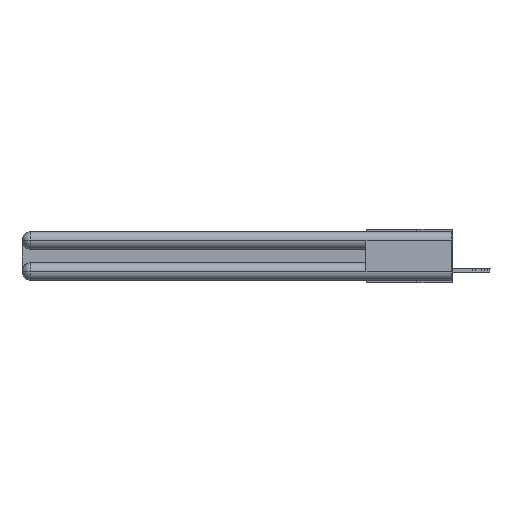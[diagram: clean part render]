
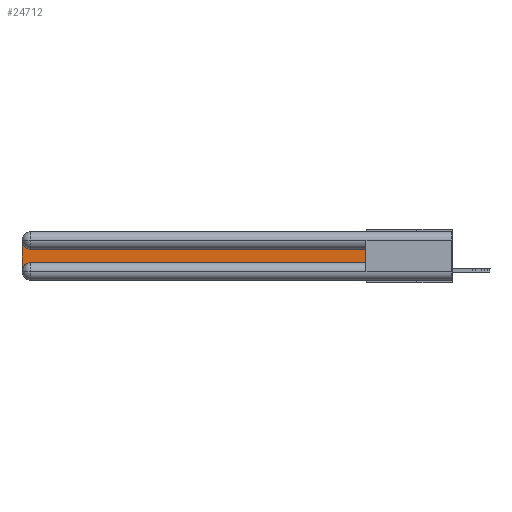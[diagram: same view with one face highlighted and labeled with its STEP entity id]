
A CAD part, left-side view. The second image highlights one B-rep face of the part: STEP entity #24712.
In plain terms, the highlighted planar face has unit normal (-1, 0, 0).
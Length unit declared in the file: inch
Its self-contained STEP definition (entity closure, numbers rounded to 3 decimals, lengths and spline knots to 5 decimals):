
#324 = VECTOR ( 'NONE', #23901, 39.37008 ) ;
#682 = CIRCLE ( 'NONE', #14611, 0.06 ) ;
#836 = LINE ( 'NONE', #1371, #7528 ) ;
#1371 = CARTESIAN_POINT ( 'NONE',  ( 0.075, 0.6, -0.1225 ) ) ;
#1658 = DIRECTION ( 'NONE',  ( 0., 0., 1. ) ) ;
#2146 = VECTOR ( 'NONE', #1658, 39.37008 ) ;
#2248 = CARTESIAN_POINT ( 'NONE',  ( 0.075, 0.6, -0.2175 ) ) ;
#2662 = ORIENTED_EDGE ( 'NONE', *, *, #27017, .T. ) ;
#3285 = CARTESIAN_POINT ( 'NONE',  ( 0.075, 2.94, -0.2175 ) ) ;
#3393 = AXIS2_PLACEMENT_3D ( 'NONE', #20541, #13917, #11963 ) ;
#3695 = CIRCLE ( 'NONE', #14240, 0.06 ) ;
#3771 = VERTEX_POINT ( 'NONE', #23788 ) ;
#4194 = LINE ( 'NONE', #7708, #11186 ) ;
#4308 = VERTEX_POINT ( 'NONE', #13287 ) ;
#5454 = EDGE_CURVE ( 'NONE', #6260, #13986, #23015, .T. ) ;
#6031 = ORIENTED_EDGE ( 'NONE', *, *, #16345, .T. ) ;
#6260 = VERTEX_POINT ( 'NONE', #3285 ) ;
#6631 = EDGE_LOOP ( 'NONE', ( #2662, #20485, #6031, #11554, #15882, #7787 ) ) ;
#7528 = VECTOR ( 'NONE', #10037, 39.37008 ) ;
#7708 = CARTESIAN_POINT ( 'NONE',  ( 0.075, 3., -0.2175 ) ) ;
#7787 = ORIENTED_EDGE ( 'NONE', *, *, #8777, .T. ) ;
#8777 = EDGE_CURVE ( 'NONE', #13986, #15006, #16174, .T. ) ;
#10037 = DIRECTION ( 'NONE',  ( 0., 1., 0. ) ) ;
#10506 = CARTESIAN_POINT ( 'NONE',  ( 0.075, 2.94, -0.2775 ) ) ;
#10610 = EDGE_CURVE ( 'NONE', #3771, #15736, #682, .T. ) ;
#10648 = EDGE_CURVE ( 'NONE', #4308, #6260, #3695, .T. ) ;
#10702 = DIRECTION ( 'NONE',  ( 1., 0., 0. ) ) ;
#11186 = VECTOR ( 'NONE', #14330, 39.37008 ) ;
#11297 = FACE_OUTER_BOUND ( 'NONE', #6631, .T. ) ;
#11554 = ORIENTED_EDGE ( 'NONE', *, *, #10648, .T. ) ;
#11963 = DIRECTION ( 'NONE',  ( 0., 0., -1. ) ) ;
#13287 = CARTESIAN_POINT ( 'NONE',  ( 0.075, 3., -0.2775 ) ) ;
#13917 = DIRECTION ( 'NONE',  ( 1., 0., 0. ) ) ;
#13986 = VERTEX_POINT ( 'NONE', #2248 ) ;
#14240 = AXIS2_PLACEMENT_3D ( 'NONE', #10506, #19381, #23662 ) ;
#14330 = DIRECTION ( 'NONE',  ( 0., 0., -1. ) ) ;
#14458 = CARTESIAN_POINT ( 'NONE',  ( 0.075, 0.6, -0.2175 ) ) ;
#14611 = AXIS2_PLACEMENT_3D ( 'NONE', #21512, #10702, #25539 ) ;
#14684 = CARTESIAN_POINT ( 'NONE',  ( 0.075, 3., -0.0625 ) ) ;
#15006 = VERTEX_POINT ( 'NONE', #23670 ) ;
#15736 = VERTEX_POINT ( 'NONE', #14684 ) ;
#15882 = ORIENTED_EDGE ( 'NONE', *, *, #5454, .T. ) ;
#16174 = LINE ( 'NONE', #14458, #2146 ) ;
#16345 = EDGE_CURVE ( 'NONE', #15736, #4308, #4194, .T. ) ;
#19381 = DIRECTION ( 'NONE',  ( 1., 0., 0. ) ) ;
#20485 = ORIENTED_EDGE ( 'NONE', *, *, #10610, .T. ) ;
#20541 = CARTESIAN_POINT ( 'NONE',  ( 0.075, 3., -0.1225 ) ) ;
#21512 = CARTESIAN_POINT ( 'NONE',  ( 0.075, 2.94, -0.0625 ) ) ;
#23015 = LINE ( 'NONE', #27461, #324 ) ;
#23662 = DIRECTION ( 'NONE',  ( 0., 0., -1. ) ) ;
#23670 = CARTESIAN_POINT ( 'NONE',  ( 0.075, 0.6, -0.1225 ) ) ;
#23788 = CARTESIAN_POINT ( 'NONE',  ( 0.075, 2.94, -0.1225 ) ) ;
#23901 = DIRECTION ( 'NONE',  ( 0., -1., 0. ) ) ;
#24712 = ADVANCED_FACE ( 'NONE', ( #11297 ), #26801, .F. ) ;
#25539 = DIRECTION ( 'NONE',  ( 0., 0., -1. ) ) ;
#26801 = PLANE ( 'NONE',  #3393 ) ;
#27017 = EDGE_CURVE ( 'NONE', #15006, #3771, #836, .T. ) ;
#27461 = CARTESIAN_POINT ( 'NONE',  ( 0.075, 0.6, -0.2175 ) ) ;
